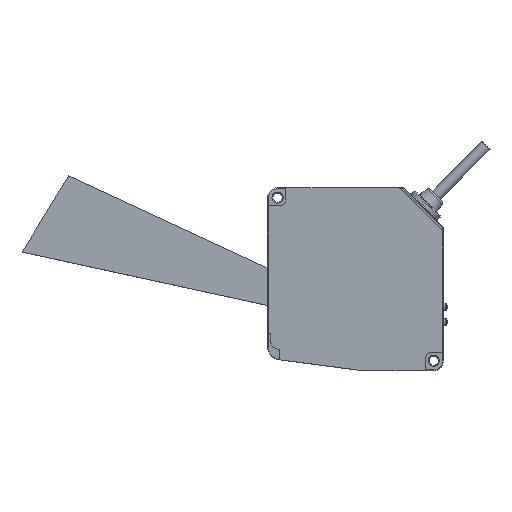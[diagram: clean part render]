
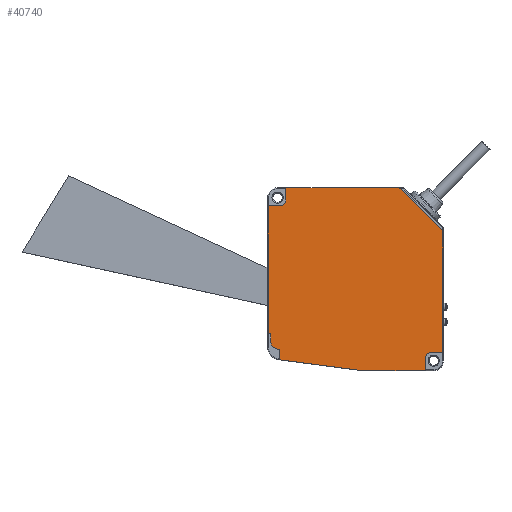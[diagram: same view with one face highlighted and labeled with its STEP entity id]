
A CAD part, top view. The second image highlights one B-rep face of the part: STEP entity #40740.
In plain terms, the highlighted planar face has unit normal (0, 0, 1).
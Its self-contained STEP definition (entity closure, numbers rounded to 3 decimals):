
#5440=CARTESIAN_POINT('',(104.7,0.7,12.4));
#5450=VERTEX_POINT('',#5440);
#5630=CARTESIAN_POINT('',(104.7,-51.2,12.4));
#5640=VERTEX_POINT('',#5630);
#5670=CARTESIAN_POINT('',(104.7,-51.2,12.4));
#5680=DIRECTION('',(0.,1.,0.));
#5690=VECTOR('',#5680,1.);
#5700=LINE('',#5670,#5690);
#5710=EDGE_CURVE('',#5640,#5450,#5700,.T.);
#6850=CARTESIAN_POINT('',(99.8,-51.2,12.4));
#6860=VERTEX_POINT('',#6850);
#6890=CARTESIAN_POINT('',(0.,-51.2,12.4));
#6900=DIRECTION('',(-1.,0.,0.));
#6910=VECTOR('',#6900,1.);
#6920=LINE('',#6890,#6910);
#6930=EDGE_CURVE('',#5640,#6860,#6920,.T.);
#7200=CARTESIAN_POINT('',(0.,105.4,12.4));
#7210=DIRECTION('',(0.707,-0.707,0.));
#7220=VECTOR('',#7210,1.);
#7230=LINE('',#7200,#7220);
#7240=CARTESIAN_POINT('',(86.3,19.1,12.4));
#7250=VERTEX_POINT('',#7240);
#7260=EDGE_CURVE('',#7250,#5450,#7230,.T.);
#8510=CARTESIAN_POINT('',(35.2,11.4,12.4));
#8520=VERTEX_POINT('',#8510);
#8550=CARTESIAN_POINT('',(0.,11.4,12.4));
#8560=DIRECTION('',(1.,0.,0.));
#8570=VECTOR('',#8560,1.);
#8580=LINE('',#8550,#8570);
#8590=CARTESIAN_POINT('',(30.3,11.4,12.4));
#8600=VERTEX_POINT('',#8590);
#8610=EDGE_CURVE('',#8600,#8520,#8580,.T.);
#8820=CARTESIAN_POINT('',(37.7,13.9,12.4));
#8830=VERTEX_POINT('',#8820);
#9090=CARTESIAN_POINT('',(37.7,19.1,12.4));
#9100=VERTEX_POINT('',#9090);
#9130=CARTESIAN_POINT('',(37.7,0.,12.4));
#9140=DIRECTION('',(0.,1.,0.));
#9150=VECTOR('',#9140,1.);
#9160=LINE('',#9130,#9150);
#9170=EDGE_CURVE('',#8830,#9100,#9160,.T.);
#9620=CARTESIAN_POINT('',(97.3,-53.7,12.4));
#9630=VERTEX_POINT('',#9620);
#9720=CARTESIAN_POINT('',(97.3,-58.9,12.4));
#9730=VERTEX_POINT('',#9720);
#9760=CARTESIAN_POINT('',(97.3,0.,12.4));
#9770=DIRECTION('',(0.,-1.,0.));
#9780=VECTOR('',#9770,1.);
#9790=LINE('',#9760,#9780);
#9800=EDGE_CURVE('',#9630,#9730,#9790,.T.);
#18120=CARTESIAN_POINT('',(34.608,-49.825,12.4));
#18130=VERTEX_POINT('',#18120);
#18160=CARTESIAN_POINT('',(34.5,-50.313,12.4));
#18170=DIRECTION('',(0.,0.,1.));
#18180=DIRECTION('',(1.,0.,0.));
#18190=AXIS2_PLACEMENT_3D('',#18160,#18170,#18180);
#18200=CIRCLE('',#18190,0.5);
#18210=CARTESIAN_POINT('',(35.,-50.313,12.4));
#18220=VERTEX_POINT('',#18210);
#18230=EDGE_CURVE('',#18220,#18130,#18200,.T.);
#19910=CARTESIAN_POINT('',(35.,-54.292,12.4));
#19920=VERTEX_POINT('',#19910);
#19950=CARTESIAN_POINT('',(0.,-49.684,12.4));
#19960=DIRECTION('',(-0.991,0.131,0.));
#19970=VECTOR('',#19960,1.);
#19980=LINE('',#19950,#19970);
#19990=CARTESIAN_POINT('',(70.,-58.9,12.4));
#20000=VERTEX_POINT('',#19990);
#20010=EDGE_CURVE('',#20000,#19920,#19980,.T.);
#24070=CARTESIAN_POINT('',(33.707,-49.625,12.4));
#24080=VERTEX_POINT('',#24070);
#24160=CARTESIAN_POINT('',(31.2,-46.501,12.4));
#24170=VERTEX_POINT('',#24160);
#24200=CARTESIAN_POINT('',(34.4,-46.501,12.4));
#24210=DIRECTION('',(0.,0.,-1.));
#24220=DIRECTION('',(-1.,0.,0.));
#24230=AXIS2_PLACEMENT_3D('',#24200,#24210,#24220);
#24240=CIRCLE('',#24230,3.2);
#24250=EDGE_CURVE('',#24080,#24170,#24240,.T.);
#26080=CARTESIAN_POINT('',(30.3,-43.1,12.4));
#26090=DIRECTION('',(0.,1.,0.));
#26100=VECTOR('',#26090,1.);
#26110=LINE('',#26080,#26100);
#26120=CARTESIAN_POINT('',(30.3,-43.1,12.4));
#26130=VERTEX_POINT('',#26120);
#26140=EDGE_CURVE('',#26130,#8600,#26110,.T.);
#30000=CARTESIAN_POINT('',(99.8,-53.7,12.4));
#30010=DIRECTION('',(0.,0.,-1.));
#30020=DIRECTION('',(-1.,0.,0.));
#30030=AXIS2_PLACEMENT_3D('',#30000,#30010,#30020);
#30040=CIRCLE('',#30030,2.5);
#30050=EDGE_CURVE('',#9630,#6860,#30040,.T.);
#30220=CARTESIAN_POINT('',(35.,0.,12.4));
#30230=DIRECTION('',(0.,1.,0.));
#30240=VECTOR('',#30230,1.);
#30250=LINE('',#30220,#30240);
#30260=EDGE_CURVE('',#19920,#18220,#30250,.T.);
#33500=CARTESIAN_POINT('',(0.,-43.1,12.4));
#33510=DIRECTION('',(-1.,0.,0.));
#33520=VECTOR('',#33510,1.);
#33530=LINE('',#33500,#33520);
#33540=CARTESIAN_POINT('',(31.2,-43.1,12.4));
#33550=VERTEX_POINT('',#33540);
#33560=EDGE_CURVE('',#33550,#26130,#33530,.T.);
#36640=CARTESIAN_POINT('',(0.,-58.9,12.4));
#36650=DIRECTION('',(-1.,0.,0.));
#36660=VECTOR('',#36650,1.);
#36670=LINE('',#36640,#36660);
#36680=EDGE_CURVE('',#9730,#20000,#36670,.T.);
#38230=CARTESIAN_POINT('',(0.,-42.152,12.4));
#38240=DIRECTION('',(-0.976,0.216,0.));
#38250=VECTOR('',#38240,1.);
#38260=LINE('',#38230,#38250);
#38270=EDGE_CURVE('',#18130,#24080,#38260,.T.);
#39240=CARTESIAN_POINT('',(31.2,0.,12.4));
#39250=DIRECTION('',(0.,1.,0.));
#39260=VECTOR('',#39250,1.);
#39270=LINE('',#39240,#39260);
#39280=EDGE_CURVE('',#24170,#33550,#39270,.T.);
#40380=CARTESIAN_POINT('',(29.8,-59.4,12.4));
#40390=DIRECTION('',(0.,0.,1.));
#40400=DIRECTION('',(1.,0.,0.));
#40410=AXIS2_PLACEMENT_3D('',#40380,#40390,#40400);
#40420=PLANE('',#40410);
#40430=ORIENTED_EDGE('',*,*,#6930,.F.);
#40440=ORIENTED_EDGE('',*,*,#30050,.T.);
#40450=ORIENTED_EDGE('',*,*,#9800,.F.);
#40460=ORIENTED_EDGE('',*,*,#36680,.F.);
#40470=ORIENTED_EDGE('',*,*,#20010,.F.);
#40480=ORIENTED_EDGE('',*,*,#30260,.F.);
#40490=ORIENTED_EDGE('',*,*,#18230,.F.);
#40500=ORIENTED_EDGE('',*,*,#38270,.F.);
#40510=ORIENTED_EDGE('',*,*,#24250,.F.);
#40520=ORIENTED_EDGE('',*,*,#39280,.F.);
#40530=ORIENTED_EDGE('',*,*,#33560,.F.);
#40540=ORIENTED_EDGE('',*,*,#26140,.F.);
#40550=ORIENTED_EDGE('',*,*,#8610,.F.);
#40560=CARTESIAN_POINT('',(35.2,13.9,12.4));
#40570=DIRECTION('',(0.,0.,1.));
#40580=DIRECTION('',(1.,0.,0.));
#40590=AXIS2_PLACEMENT_3D('',#40560,#40570,#40580);
#40600=CIRCLE('',#40590,2.5);
#40610=EDGE_CURVE('',#8520,#8830,#40600,.T.);
#40620=ORIENTED_EDGE('',*,*,#40610,.F.);
#40630=ORIENTED_EDGE('',*,*,#9170,.F.);
#40640=CARTESIAN_POINT('',(0.,19.1,12.4));
#40650=DIRECTION('',(1.,0.,0.));
#40660=VECTOR('',#40650,1.);
#40670=LINE('',#40640,#40660);
#40680=EDGE_CURVE('',#9100,#7250,#40670,.T.);
#40690=ORIENTED_EDGE('',*,*,#40680,.F.);
#40700=ORIENTED_EDGE('',*,*,#7260,.F.);
#40710=ORIENTED_EDGE('',*,*,#5710,.T.);
#40720=EDGE_LOOP('',(#40710,#40700,#40690,#40630,#40620,#40550,#40540,
#40530,#40520,#40510,#40500,#40490,#40480,#40470,#40460,#40450,#40440,
#40430));
#40730=FACE_OUTER_BOUND('',#40720,.T.);
#40740=ADVANCED_FACE('',(#40730),#40420,.T.);
